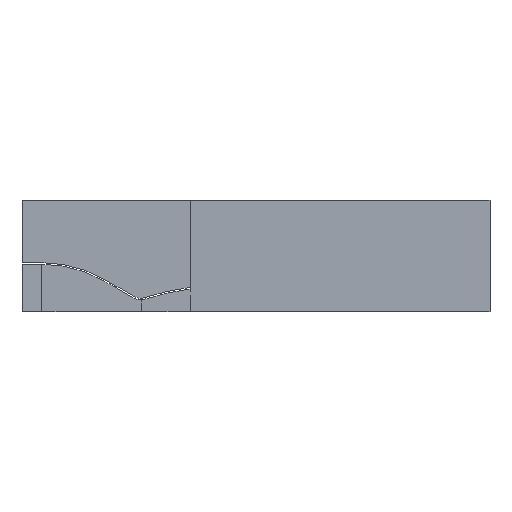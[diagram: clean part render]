
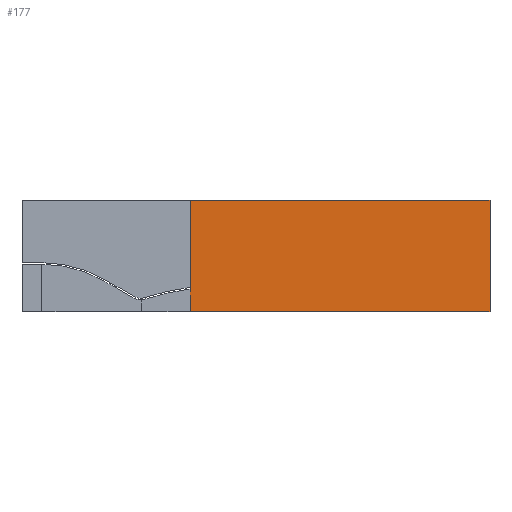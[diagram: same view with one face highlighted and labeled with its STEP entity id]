
A CAD part, top view. The second image highlights one B-rep face of the part: STEP entity #177.
In plain terms, the highlighted planar face has unit normal (0, 0, 1).
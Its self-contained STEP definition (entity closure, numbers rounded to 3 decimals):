
#20=FACE_OUTER_BOUND('',#25,.T.);
#25=EDGE_LOOP('',(#162,#163,#164,#165,#166,#167));
#50=LINE('',#319,#72);
#51=LINE('',#321,#73);
#52=LINE('',#323,#74);
#53=LINE('',#325,#75);
#54=LINE('',#327,#76);
#55=LINE('',#328,#77);
#72=VECTOR('',#252,10.);
#73=VECTOR('',#253,10.);
#74=VECTOR('',#254,10.);
#75=VECTOR('',#255,10.);
#76=VECTOR('',#256,10.);
#77=VECTOR('',#257,10.);
#102=VERTEX_POINT('',#317);
#103=VERTEX_POINT('',#318);
#104=VERTEX_POINT('',#320);
#105=VERTEX_POINT('',#322);
#106=VERTEX_POINT('',#324);
#107=VERTEX_POINT('',#326);
#132=EDGE_CURVE('',#102,#103,#50,.T.);
#133=EDGE_CURVE('',#103,#104,#51,.T.);
#134=EDGE_CURVE('',#105,#104,#52,.T.);
#135=EDGE_CURVE('',#106,#105,#53,.T.);
#136=EDGE_CURVE('',#107,#106,#54,.T.);
#137=EDGE_CURVE('',#107,#102,#55,.T.);
#162=ORIENTED_EDGE('',*,*,#132,.T.);
#163=ORIENTED_EDGE('',*,*,#133,.T.);
#164=ORIENTED_EDGE('',*,*,#134,.F.);
#165=ORIENTED_EDGE('',*,*,#135,.F.);
#166=ORIENTED_EDGE('',*,*,#136,.F.);
#167=ORIENTED_EDGE('',*,*,#137,.T.);
#172=PLANE('',#211);
#177=ADVANCED_FACE('',(#20),#172,.T.);
#211=AXIS2_PLACEMENT_3D('',#316,#250,#251);
#250=DIRECTION('center_axis',(0.,0.,1.));
#251=DIRECTION('ref_axis',(1.,0.,0.));
#252=DIRECTION('',(0.,-1.,0.));
#253=DIRECTION('',(1.,0.,0.));
#254=DIRECTION('',(0.,-1.,0.));
#255=DIRECTION('',(1.,0.,0.));
#256=DIRECTION('',(0.,1.,0.));
#257=DIRECTION('',(0.139,-0.99,0.));
#316=CARTESIAN_POINT('Origin',(300.,71.414,0.));
#317=CARTESIAN_POINT('',(215.905,29.29,0.));
#318=CARTESIAN_POINT('',(215.905,0.,0.));
#319=CARTESIAN_POINT('',(215.905,29.29,0.));
#320=CARTESIAN_POINT('',(600.,0.,0.));
#321=CARTESIAN_POINT('',(0.,0.,0.));
#322=CARTESIAN_POINT('',(600.,142.829,0.));
#323=CARTESIAN_POINT('',(600.,142.829,0.));
#324=CARTESIAN_POINT('',(215.627,142.829,0.));
#325=CARTESIAN_POINT('',(0.,142.829,0.));
#326=CARTESIAN_POINT('',(215.627,31.271,0.));
#327=CARTESIAN_POINT('',(215.627,31.271,0.));
#328=CARTESIAN_POINT('',(215.627,31.271,0.));
